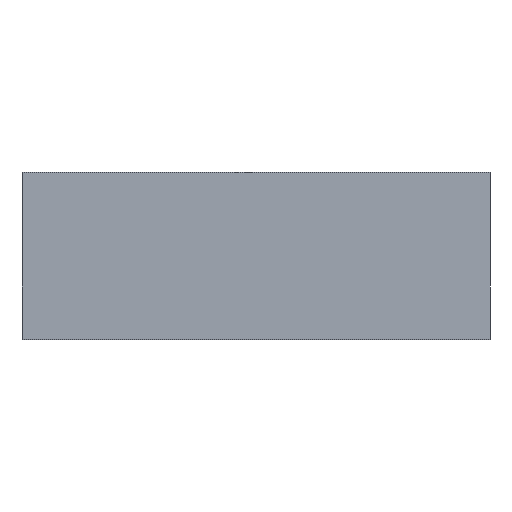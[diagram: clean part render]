
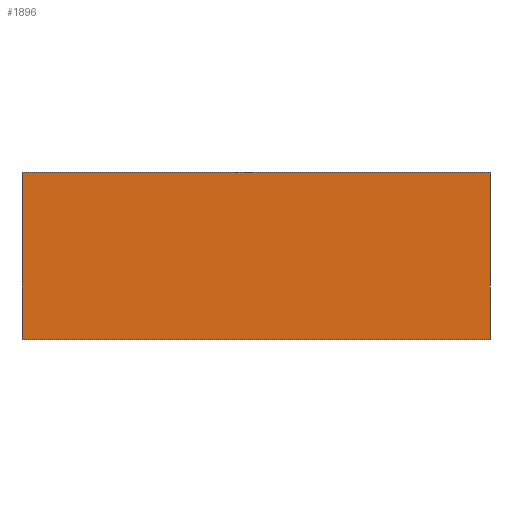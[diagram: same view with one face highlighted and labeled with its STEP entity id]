
A CAD part, top view. The second image highlights one B-rep face of the part: STEP entity #1896.
In plain terms, the highlighted planar face has unit normal (0, 0, 1).
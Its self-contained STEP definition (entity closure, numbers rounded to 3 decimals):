
#34=DIRECTION('',(1.,0.,0.));
#35=VECTOR('',#34,140.);
#36=CARTESIAN_POINT('',(-70.,-25.,0.));
#37=LINE('',#36,#35);
#578=DIRECTION('',(0.,1.,0.));
#579=VECTOR('',#578,7.);
#580=CARTESIAN_POINT('',(70.,-25.,0.));
#581=LINE('',#580,#579);
#594=DIRECTION('',(0.,1.,0.));
#595=VECTOR('',#594,7.);
#596=CARTESIAN_POINT('',(70.,18.,0.));
#597=LINE('',#596,#595);
#637=DIRECTION('',(0.,-1.,0.));
#638=VECTOR('',#637,36.);
#639=CARTESIAN_POINT('',(70.,18.,0.));
#640=LINE('',#639,#638);
#641=DIRECTION('',(0.,1.,0.));
#642=VECTOR('',#641,7.);
#643=CARTESIAN_POINT('',(-70.,-25.,0.));
#644=LINE('',#643,#642);
#645=DIRECTION('',(0.,-1.,0.));
#646=VECTOR('',#645,36.);
#647=CARTESIAN_POINT('',(-70.,18.,0.));
#648=LINE('',#647,#646);
#649=DIRECTION('',(0.,1.,0.));
#650=VECTOR('',#649,7.);
#651=CARTESIAN_POINT('',(-70.,18.,0.));
#652=LINE('',#651,#650);
#670=DIRECTION('',(1.,0.,0.));
#671=VECTOR('',#670,140.);
#672=CARTESIAN_POINT('',(-70.,25.,0.));
#673=LINE('',#672,#671);
#843=CARTESIAN_POINT('',(-70.,-25.,0.));
#844=CARTESIAN_POINT('',(70.,-25.,0.));
#845=VERTEX_POINT('',#843);
#846=VERTEX_POINT('',#844);
#847=CARTESIAN_POINT('',(-70.,25.,0.));
#848=CARTESIAN_POINT('',(70.,25.,0.));
#849=VERTEX_POINT('',#847);
#850=VERTEX_POINT('',#848);
#944=CARTESIAN_POINT('',(70.,18.,0.));
#945=VERTEX_POINT('',#944);
#946=CARTESIAN_POINT('',(70.,-18.,0.));
#947=VERTEX_POINT('',#946);
#993=CARTESIAN_POINT('',(-70.,18.,0.));
#994=VERTEX_POINT('',#993);
#995=CARTESIAN_POINT('',(-70.,-18.,0.));
#996=VERTEX_POINT('',#995);
#1880=CARTESIAN_POINT('',(-70.,-25.,0.));
#1881=DIRECTION('',(0.,0.,1.));
#1882=DIRECTION('',(1.,0.,0.));
#1883=AXIS2_PLACEMENT_3D('',#1880,#1881,#1882);
#1884=PLANE('',#1883);
#1885=ORIENTED_EDGE('',*,*,#1776,.T.);
#1886=ORIENTED_EDGE('',*,*,#1806,.F.);
#1887=ORIENTED_EDGE('',*,*,#1074,.F.);
#1888=ORIENTED_EDGE('',*,*,#1422,.T.);
#1889=ORIENTED_EDGE('',*,*,#1390,.F.);
#1890=ORIENTED_EDGE('',*,*,#1437,.T.);
#1892=ORIENTED_EDGE('',*,*,#1891,.T.);
#1893=ORIENTED_EDGE('',*,*,#1821,.F.);
#1894=EDGE_LOOP('',(#1885,#1886,#1887,#1888,#1889,#1890,#1892,#1893));
#1895=FACE_OUTER_BOUND('',#1894,.F.);
#1896=ADVANCED_FACE('',(#1895),#1884,.T.);
#1074=EDGE_CURVE('',#845,#846,#37,.T.);
#1390=EDGE_CURVE('',#994,#996,#648,.T.);
#1422=EDGE_CURVE('',#845,#996,#644,.T.);
#1437=EDGE_CURVE('',#994,#849,#652,.T.);
#1776=EDGE_CURVE('',#945,#947,#640,.T.);
#1806=EDGE_CURVE('',#846,#947,#581,.T.);
#1821=EDGE_CURVE('',#945,#850,#597,.T.);
#1891=EDGE_CURVE('',#849,#850,#673,.T.);
